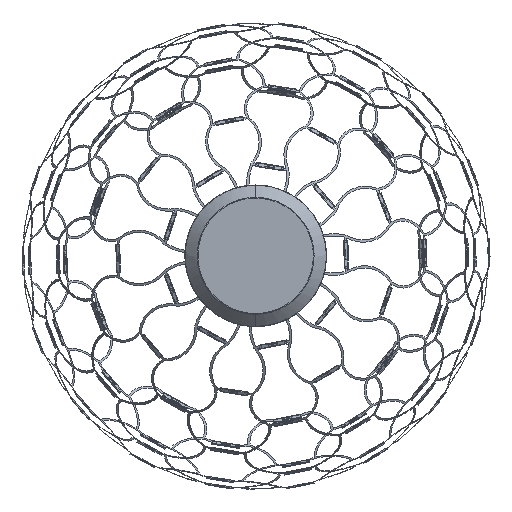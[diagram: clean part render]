
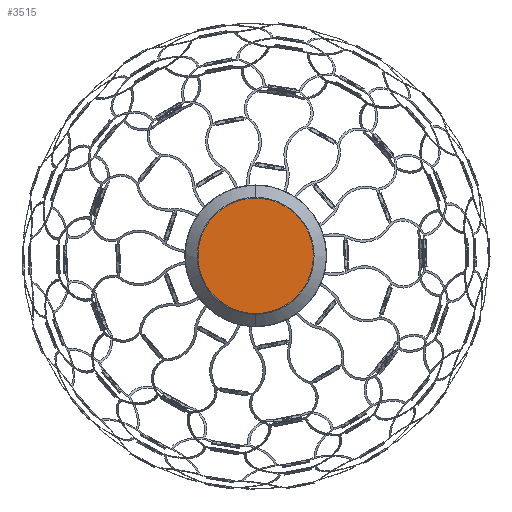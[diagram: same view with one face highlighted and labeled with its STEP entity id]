
A CAD part, top view. The second image highlights one B-rep face of the part: STEP entity #3515.
In plain terms, the highlighted planar face has unit normal (0, 0, 1).
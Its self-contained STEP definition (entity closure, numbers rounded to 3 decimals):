
#3515=ADVANCED_FACE('',(#5137),#28929,.T.);
#5137=FACE_OUTER_BOUND('',#6759,.T.);
#6759=EDGE_LOOP('',(#8395,#8396));
#8395=ORIENTED_EDGE('',*,*,#15927,.F.);
#8396=ORIENTED_EDGE('',*,*,#15932,.F.);
#15927=EDGE_CURVE('',#25400,#25399,#25365,.T.);
#15932=EDGE_CURVE('',#25399,#25400,#25370,.T.);
#25365=(
BOUNDED_CURVE()
B_SPLINE_CURVE(2,(#34608,#34609,#34610,#34611,#34612),.UNSPECIFIED.,.F.,
 .F.)
B_SPLINE_CURVE_WITH_KNOTS((3,2,3),(0.,155.957,311.913),
 .UNSPECIFIED.)
CURVE()
GEOMETRIC_REPRESENTATION_ITEM()
RATIONAL_B_SPLINE_CURVE((1.,0.707,1.,0.707,1.))
REPRESENTATION_ITEM('')
);
#25370=(
BOUNDED_CURVE()
B_SPLINE_CURVE(2,(#34629,#34630,#34631,#34632,#34633),.UNSPECIFIED.,.F.,
 .F.)
B_SPLINE_CURVE_WITH_KNOTS((3,2,3),(0.,155.957,311.913),
 .UNSPECIFIED.)
CURVE()
GEOMETRIC_REPRESENTATION_ITEM()
RATIONAL_B_SPLINE_CURVE((1.,0.707,1.,0.707,1.))
REPRESENTATION_ITEM('')
);
#25399=VERTEX_POINT('',#34580);
#25400=VERTEX_POINT('',#34581);
#28929=PLANE('',#30553);
#30553=AXIS2_PLACEMENT_3D('',#33954,#32144,$);
#32144=DIRECTION('',(0.,0.,1.));
#33954=CARTESIAN_POINT('',(-120.856,-120.856,448.));
#34580=CARTESIAN_POINT('',(0.,99.285,448.));
#34581=CARTESIAN_POINT('',(0.,-99.285,448.));
#34608=CARTESIAN_POINT('',(0.,-99.285,448.));
#34609=CARTESIAN_POINT('',(-99.285,-99.285,448.));
#34610=CARTESIAN_POINT('',(-99.285,0.,448.));
#34611=CARTESIAN_POINT('',(-99.285,99.285,448.));
#34612=CARTESIAN_POINT('',(0.,99.285,448.));
#34629=CARTESIAN_POINT('',(0.,99.285,448.));
#34630=CARTESIAN_POINT('',(99.285,99.285,448.));
#34631=CARTESIAN_POINT('',(99.285,0.,448.));
#34632=CARTESIAN_POINT('',(99.285,-99.285,448.));
#34633=CARTESIAN_POINT('',(0.,-99.285,448.));
